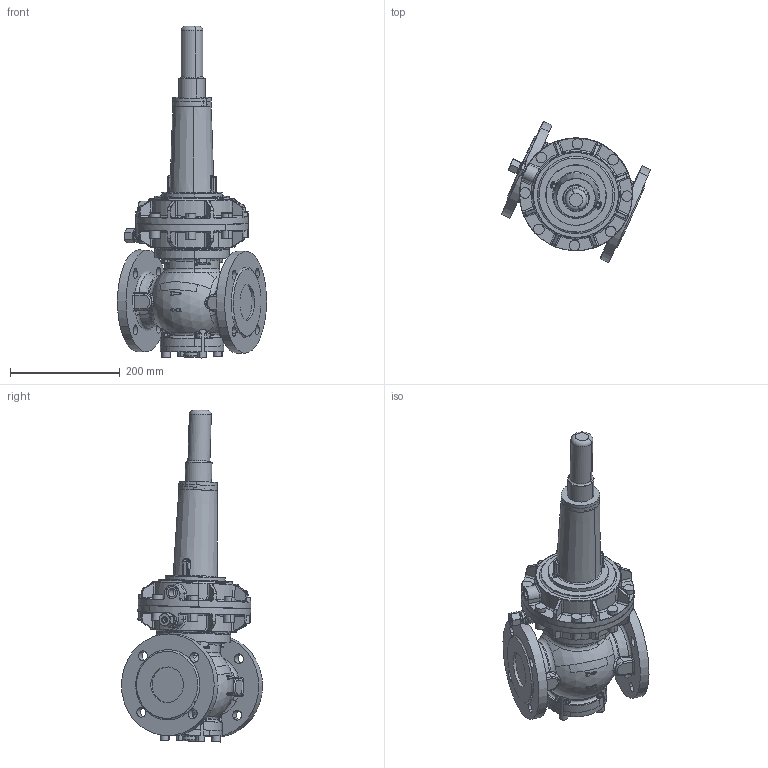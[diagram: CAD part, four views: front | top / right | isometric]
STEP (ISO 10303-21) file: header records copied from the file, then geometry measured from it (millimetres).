
FILE_DESCRIPTION(('CATIA V5 STEP'),'2;1');
FILE_NAME('R 101 DN 065-205-HDS.stp','2014-03-28T12:28:18+00:00',('none'),('none'),'CATIA Version 5 Release 19 SP 9 (IN-10)','CATIA V5 STEP AP203 Edition 2','none');
FILE_SCHEMA(('AP203_CONFIGURATION_CONTROLLED_3D_DESIGN_OF_MECHANICAL_PARTS_AND_ASSEMBLIES_MIM_LF { 1 0 10303 403 2 1 2}'));
Products named in the file (5): Product1; R 101 DN 065-205; Produkt1; 8630H1; 8630H
Assembly tree (4 placements, depth 3):
  Product1
    R 101 DN 065-205
    Produkt1
      8630H1
      8630H
Bounding box: 271.14 x 256.63 x 603.77 mm (x, y, z)
Volume: 6973344.4 mm3; surface area: 465619.4 mm2
Topology: 3 solids, 13 shells, 1649 faces, 4002 edges, 2326 vertices
Faces by surface type: cylinder 491, torus 415, bspline 352, plane 229, sphere 91, cone 71
Entity records: 66642 total; most frequent: CARTESIAN_POINT 34502, ORIENTED_EDGE 7812, DIRECTION 4318, EDGE_CURVE 3906, AXIS2_PLACEMENT_3D 2582, VERTEX_POINT 2326, EDGE_LOOP 1720, ADVANCED_FACE 1649
